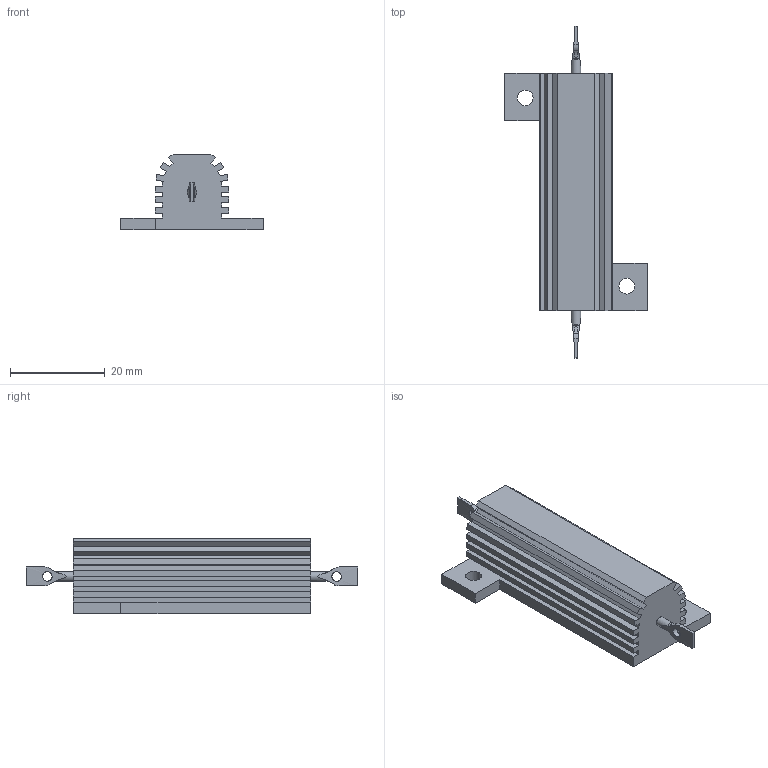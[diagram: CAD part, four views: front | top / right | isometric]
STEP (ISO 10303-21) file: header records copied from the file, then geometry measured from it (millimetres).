
FILE_DESCRIPTION(('FreeCAD Model'),'2;1');
FILE_NAME('THS50.step', '2021-11-25T20:35:25',('JOACHIM VANDERSTUYFT'),('VVVVDRONES'), 'Open CASCADE STEP processor 7.5','FreeCAD','Unknown');
FILE_SCHEMA(('AUTOMOTIVE_DESIGN { 1 0 10303 214 1 1 1 1 }'));
Length unit declared in the file: millimetre
Products named in the file (1): THS50 (Solid)
Bounding box: 30 x 70 x 16 mm (x, y, z)
Volume: 11006.4 mm3; surface area: 5540.6 mm2
Topology: 1 solids, 1 shells, 90 faces, 250 edges, 164 vertices
Faces by surface type: plane 64, cylinder 14, bspline 12
Full cylindrical faces by diameter (mm): 2 x4, 3.3 x2
Entity records: 8675 total; most frequent: CARTESIAN_POINT 3941, DIRECTION 765, LINE 568, VECTOR 568, ORIENTED_EDGE 500, PCURVE 500, DEFINITIONAL_REPRESENTATION 500, EDGE_CURVE 250
